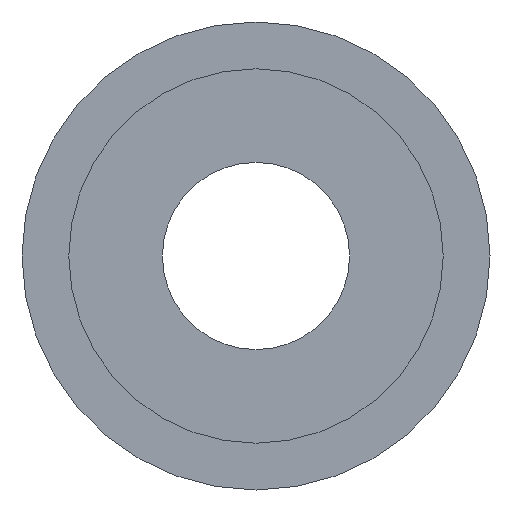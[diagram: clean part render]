
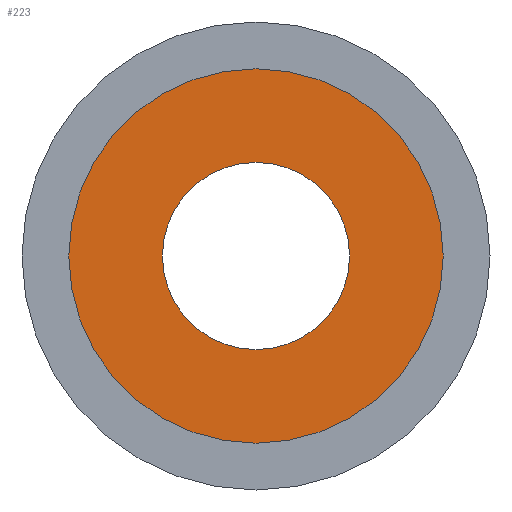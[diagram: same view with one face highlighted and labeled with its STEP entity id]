
A CAD part, front view. The second image highlights one B-rep face of the part: STEP entity #223.
In plain terms, the highlighted planar face has unit normal (0, -1, 0).
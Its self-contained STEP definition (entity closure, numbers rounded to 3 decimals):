
#113 = EDGE_CURVE ( 'NONE', #234, #233, #317, .T. ) ;
#119 = EDGE_CURVE ( 'NONE', #120, #121, #274, .T. ) ;
#120 = VERTEX_POINT ( 'NONE', #322 ) ;
#121 = VERTEX_POINT ( 'NONE', #321 ) ;
#148 = ORIENTED_EDGE ( 'NONE', *, *, #119, .F. ) ;
#149 = ORIENTED_EDGE ( 'NONE', *, *, #171, .F. ) ;
#171 = EDGE_CURVE ( 'NONE', #121, #120, #296, .T. ) ;
#223 = ADVANCED_FACE ( 'NONE', ( #399, #398 ), #397, .T. ) ;
#224 = EDGE_LOOP ( 'NONE', ( #225, #226 ) ) ;
#225 = ORIENTED_EDGE ( 'NONE', *, *, #113, .T. ) ;
#226 = ORIENTED_EDGE ( 'NONE', *, *, #232, .T. ) ;
#227 = EDGE_LOOP ( 'NONE', ( #148, #149 ) ) ;
#232 = EDGE_CURVE ( 'NONE', #233, #234, #313, .T. ) ;
#233 = VERTEX_POINT ( 'NONE', #304 ) ;
#234 = VERTEX_POINT ( 'NONE', #303 ) ;
#273 = AXIS2_PLACEMENT_3D ( 'NONE', #325, #324, #323 ) ;
#274 = CIRCLE ( 'NONE', #273, 10. ) ;
#294 = DIRECTION ( 'NONE',  ( 0., 0., -1. ) ) ;
#295 = DIRECTION ( 'NONE',  ( 0., -1., 0. ) ) ;
#296 = CIRCLE ( 'NONE', #403, 10. ) ;
#303 = CARTESIAN_POINT ( 'NONE',  ( 0., -14., 5. ) ) ;
#304 = CARTESIAN_POINT ( 'NONE',  ( 0., -14., -5. ) ) ;
#305 = DIRECTION ( 'NONE',  ( 0., 0., 1. ) ) ;
#306 = DIRECTION ( 'NONE',  ( 0., 1., 0. ) ) ;
#307 = CARTESIAN_POINT ( 'NONE',  ( 0., -14., 0. ) ) ;
#308 = AXIS2_PLACEMENT_3D ( 'NONE', #307, #306, #305 ) ;
#313 = CIRCLE ( 'NONE', #308, 5. ) ;
#314 = DIRECTION ( 'NONE',  ( 0., 0., 1. ) ) ;
#315 = DIRECTION ( 'NONE',  ( 0., 1., 0. ) ) ;
#316 = AXIS2_PLACEMENT_3D ( 'NONE', #336, #315, #314 ) ;
#317 = CIRCLE ( 'NONE', #316, 5. ) ;
#321 = CARTESIAN_POINT ( 'NONE',  ( 0., -14., -10. ) ) ;
#322 = CARTESIAN_POINT ( 'NONE',  ( 0., -14., 10. ) ) ;
#323 = DIRECTION ( 'NONE',  ( 0., 0., 1. ) ) ;
#324 = DIRECTION ( 'NONE',  ( 0., 1., 0. ) ) ;
#325 = CARTESIAN_POINT ( 'NONE',  ( 0., -14., 0. ) ) ;
#336 = CARTESIAN_POINT ( 'NONE',  ( 0., -14., 0. ) ) ;
#395 = CARTESIAN_POINT ( 'NONE',  ( -10., -14., 0. ) ) ;
#396 = AXIS2_PLACEMENT_3D ( 'NONE', #395, #295, #294 ) ;
#397 = PLANE ( 'NONE',  #396 ) ;
#398 = FACE_OUTER_BOUND ( 'NONE', #227, .T. ) ;
#399 = FACE_BOUND ( 'NONE', #224, .T. ) ;
#400 = DIRECTION ( 'NONE',  ( 0., 0., 1. ) ) ;
#401 = DIRECTION ( 'NONE',  ( 0., 1., 0. ) ) ;
#402 = CARTESIAN_POINT ( 'NONE',  ( 0., -14., 0. ) ) ;
#403 = AXIS2_PLACEMENT_3D ( 'NONE', #402, #401, #400 ) ;
